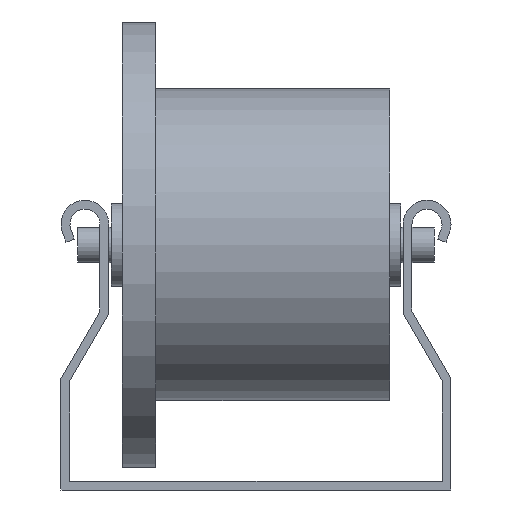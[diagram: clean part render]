
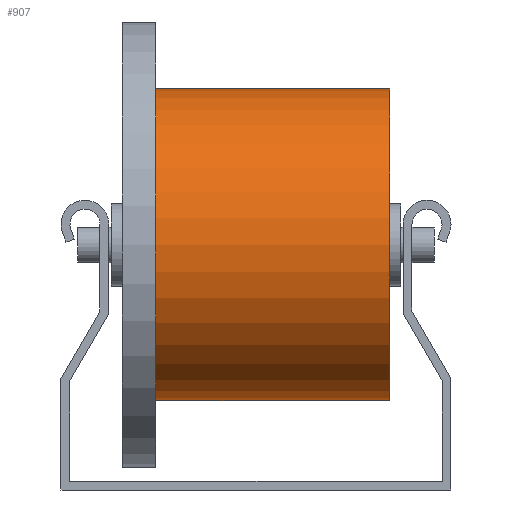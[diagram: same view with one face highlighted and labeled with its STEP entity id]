
A CAD part, left-side view. The second image highlights one B-rep face of the part: STEP entity #907.
In plain terms, the highlighted cylindrical face has radius 14 mm (diameter 28 mm), a partial arc.
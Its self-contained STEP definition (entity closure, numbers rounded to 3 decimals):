
#907=ADVANCED_FACE('',(#2183),#2184,.T.);
#2183=FACE_OUTER_BOUND('',#3841,.T.);
#2184=CYLINDRICAL_SURFACE('',#3842,14.0);
#3841=EDGE_LOOP('',(#6599,#6600,#6601,#6602));
#3842=AXIS2_PLACEMENT_3D('',#6603,#6604,#6605);
#6599=ORIENTED_EDGE('',*,*,#9647,.T.);
#6600=ORIENTED_EDGE('',*,*,#9878,.F.);
#6601=ORIENTED_EDGE('',*,*,#9649,.T.);
#6602=ORIENTED_EDGE('',*,*,#9876,.T.);
#6603=CARTESIAN_POINT('',(26.5,-1.5,22.0));
#6604=DIRECTION('',(0.0,1.0,0.0));
#6605=DIRECTION('',(0.0,0.0,1.0));
#9647=EDGE_CURVE('',#11802,#11803,#11804,.T.);
#9649=EDGE_CURVE('',#11807,#11805,#11808,.T.);
#9876=EDGE_CURVE('',#11805,#11802,#12107,.T.);
#9878=EDGE_CURVE('',#11807,#11803,#12109,.T.);
#11802=VERTEX_POINT('',#14343);
#11803=VERTEX_POINT('',#14344);
#11804=LINE('',#14345,#14346);
#11805=VERTEX_POINT('',#14347);
#11807=VERTEX_POINT('',#14349);
#11808=LINE('',#14350,#14351);
#12107=CIRCLE('',#14726,14.0);
#12109=CIRCLE('',#14728,14.0);
#14343=CARTESIAN_POINT('',(26.5,-12.0,36.0));
#14344=CARTESIAN_POINT('',(26.5,9.0,36.0));
#14345=CARTESIAN_POINT('',(26.5,-1.5,36.0));
#14346=VECTOR('',#16496,1.0);
#14347=CARTESIAN_POINT('',(26.5,-12.0,8.0));
#14349=CARTESIAN_POINT('',(26.5,9.0,8.0));
#14350=CARTESIAN_POINT('',(26.5,-1.5,8.0));
#14351=VECTOR('',#16500,1.0);
#14726=AXIS2_PLACEMENT_3D('',#16907,#16908,#16909);
#14728=AXIS2_PLACEMENT_3D('',#16910,#16911,#16912);
#16496=DIRECTION('',(0.0,1.0,0.0));
#16500=DIRECTION('',(-0.0,-1.0,-0.0));
#16907=CARTESIAN_POINT('',(26.5,-12.0,22.0));
#16908=DIRECTION('',(0.0,1.0,0.0));
#16909=DIRECTION('',(0.0,0.0,1.0));
#16910=CARTESIAN_POINT('',(26.5,9.0,22.0));
#16911=DIRECTION('',(0.0,1.0,0.0));
#16912=DIRECTION('',(0.0,0.0,1.0));
